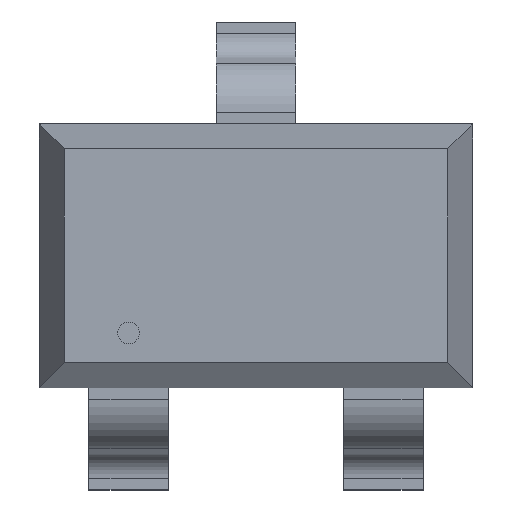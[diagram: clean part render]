
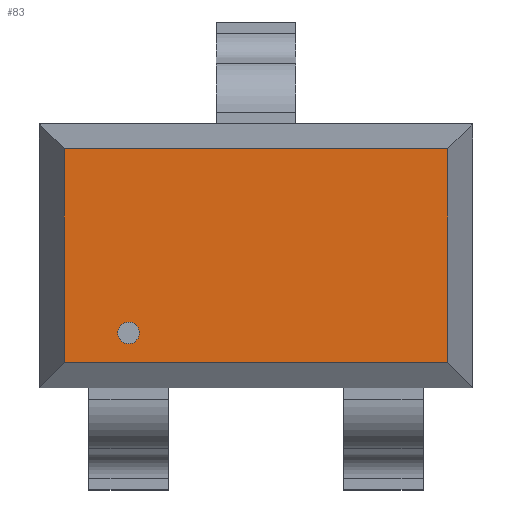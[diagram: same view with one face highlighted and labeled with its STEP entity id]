
A CAD part, top view. The second image highlights one B-rep face of the part: STEP entity #83.
In plain terms, the highlighted planar face has unit normal (0, 0, 1).
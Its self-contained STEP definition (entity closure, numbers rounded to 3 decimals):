
#83 = ADVANCED_FACE('',(#84),#118,.T.);
#84 = FACE_BOUND('',#85,.T.);
#85 = EDGE_LOOP('',(#86,#96,#104,#112));
#86 = ORIENTED_EDGE('',*,*,#87,.F.);
#87 = EDGE_CURVE('',#88,#90,#92,.T.);
#88 = VERTEX_POINT('',#89);
#89 = CARTESIAN_POINT('',(0.978,-0.546,0.991));
#90 = VERTEX_POINT('',#91);
#91 = CARTESIAN_POINT('',(-0.978,-0.546,0.991));
#92 = LINE('',#93,#94);
#93 = CARTESIAN_POINT('',(0.978,-0.546,0.991));
#94 = VECTOR('',#95,1.);
#95 = DIRECTION('',(-1.,0.,0.));
#96 = ORIENTED_EDGE('',*,*,#97,.F.);
#97 = EDGE_CURVE('',#98,#88,#100,.T.);
#98 = VERTEX_POINT('',#99);
#99 = CARTESIAN_POINT('',(0.978,0.546,0.991));
#100 = LINE('',#101,#102);
#101 = CARTESIAN_POINT('',(0.978,0.546,0.991));
#102 = VECTOR('',#103,1.);
#103 = DIRECTION('',(0.,-1.,0.));
#104 = ORIENTED_EDGE('',*,*,#105,.F.);
#105 = EDGE_CURVE('',#106,#98,#108,.T.);
#106 = VERTEX_POINT('',#107);
#107 = CARTESIAN_POINT('',(-0.978,0.546,0.991));
#108 = LINE('',#109,#110);
#109 = CARTESIAN_POINT('',(-0.978,0.546,0.991));
#110 = VECTOR('',#111,1.);
#111 = DIRECTION('',(1.,0.,0.));
#112 = ORIENTED_EDGE('',*,*,#113,.F.);
#113 = EDGE_CURVE('',#90,#106,#114,.T.);
#114 = LINE('',#115,#116);
#115 = CARTESIAN_POINT('',(-0.978,-0.546,0.991));
#116 = VECTOR('',#117,1.);
#117 = DIRECTION('',(0.,1.,0.));
#118 = PLANE('',#119);
#119 = AXIS2_PLACEMENT_3D('',#120,#121,#122);
#120 = CARTESIAN_POINT('',(-0.978,-0.546,0.991));
#121 = DIRECTION('',(0.,0.,1.));
#122 = DIRECTION('',(0.,1.,0.));
